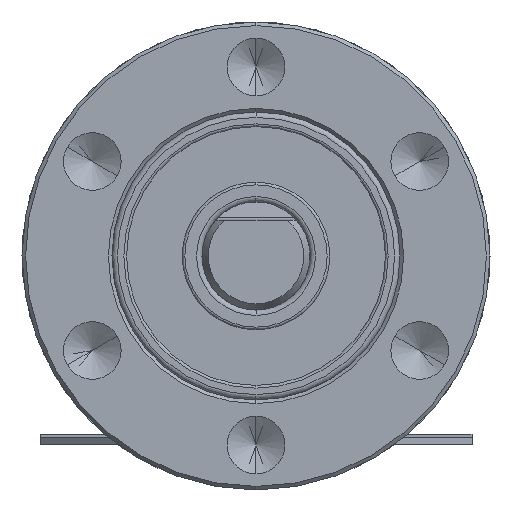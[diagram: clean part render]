
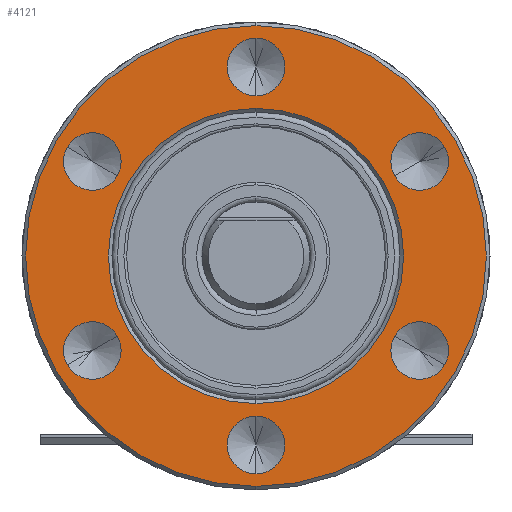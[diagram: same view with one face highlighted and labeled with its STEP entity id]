
A CAD part, left-side view. The second image highlights one B-rep face of the part: STEP entity #4121.
In plain terms, the highlighted planar face has unit normal (-1, 0, 0).
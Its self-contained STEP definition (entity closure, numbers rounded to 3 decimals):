
#3667=CARTESIAN_POINT('',(-22.34,0.,0.));
#3668=DIRECTION('',(-1.,0.,0.));
#3669=DIRECTION('',(0.,0.,-1.));
#3670=AXIS2_PLACEMENT_3D('',#3667,#3668,#3669);
#3672=CARTESIAN_POINT('',(-22.34,0.,0.));
#3673=DIRECTION('',(-1.,0.,0.));
#3674=DIRECTION('',(0.,0.,1.));
#3675=AXIS2_PLACEMENT_3D('',#3672,#3673,#3674);
#3677=CARTESIAN_POINT('',(-22.34,0.,0.));
#3678=DIRECTION('',(-1.,0.,0.));
#3679=DIRECTION('',(0.,0.,-1.));
#3680=AXIS2_PLACEMENT_3D('',#3677,#3678,#3679);
#3682=CARTESIAN_POINT('',(-22.34,0.,0.));
#3683=DIRECTION('',(-1.,0.,0.));
#3684=DIRECTION('',(0.,0.,1.));
#3685=AXIS2_PLACEMENT_3D('',#3682,#3683,#3684);
#3687=CARTESIAN_POINT('',(-22.34,0.,5.25));
#3688=DIRECTION('',(-1.,0.,0.));
#3689=DIRECTION('',(0.,0.,-1.));
#3690=AXIS2_PLACEMENT_3D('',#3687,#3688,#3689);
#3692=CARTESIAN_POINT('',(-22.34,0.,5.25));
#3693=DIRECTION('',(-1.,0.,0.));
#3694=DIRECTION('',(0.,0.,1.));
#3695=AXIS2_PLACEMENT_3D('',#3692,#3693,#3694);
#3697=CARTESIAN_POINT('',(-22.34,-4.547,2.625));
#3698=DIRECTION('',(-1.,0.,0.));
#3699=DIRECTION('',(0.,0.866,-0.5));
#3700=AXIS2_PLACEMENT_3D('',#3697,#3698,#3699);
#3702=CARTESIAN_POINT('',(-22.34,-4.547,2.625));
#3703=DIRECTION('',(-1.,0.,0.));
#3704=DIRECTION('',(0.,-0.866,0.5));
#3705=AXIS2_PLACEMENT_3D('',#3702,#3703,#3704);
#3707=CARTESIAN_POINT('',(-22.34,-4.547,-2.625));
#3708=DIRECTION('',(-1.,0.,0.));
#3709=DIRECTION('',(0.,0.866,0.5));
#3710=AXIS2_PLACEMENT_3D('',#3707,#3708,#3709);
#3712=CARTESIAN_POINT('',(-22.34,-4.547,-2.625));
#3713=DIRECTION('',(-1.,0.,0.));
#3714=DIRECTION('',(0.,-0.866,-0.5));
#3715=AXIS2_PLACEMENT_3D('',#3712,#3713,#3714);
#3717=CARTESIAN_POINT('',(-22.34,0.,-5.25));
#3718=DIRECTION('',(-1.,0.,0.));
#3719=DIRECTION('',(0.,0.,1.));
#3720=AXIS2_PLACEMENT_3D('',#3717,#3718,#3719);
#3722=CARTESIAN_POINT('',(-22.34,0.,-5.25));
#3723=DIRECTION('',(-1.,0.,0.));
#3724=DIRECTION('',(0.,0.,-1.));
#3725=AXIS2_PLACEMENT_3D('',#3722,#3723,#3724);
#3727=CARTESIAN_POINT('',(-22.34,4.547,-2.625));
#3728=DIRECTION('',(-1.,0.,0.));
#3729=DIRECTION('',(0.,-0.866,0.5));
#3730=AXIS2_PLACEMENT_3D('',#3727,#3728,#3729);
#3732=CARTESIAN_POINT('',(-22.34,4.547,-2.625));
#3733=DIRECTION('',(-1.,0.,0.));
#3734=DIRECTION('',(0.,0.866,-0.5));
#3735=AXIS2_PLACEMENT_3D('',#3732,#3733,#3734);
#3737=CARTESIAN_POINT('',(-22.34,4.547,2.625));
#3738=DIRECTION('',(-1.,0.,0.));
#3739=DIRECTION('',(0.,-0.866,-0.5));
#3740=AXIS2_PLACEMENT_3D('',#3737,#3738,#3739);
#3742=CARTESIAN_POINT('',(-22.34,4.547,2.625));
#3743=DIRECTION('',(-1.,0.,0.));
#3744=DIRECTION('',(0.,0.866,0.5));
#3745=AXIS2_PLACEMENT_3D('',#3742,#3743,#3744);
#3929=CARTESIAN_POINT('',(-22.34,0.,-4.1));
#3930=CARTESIAN_POINT('',(-22.34,0.,4.1));
#3931=VERTEX_POINT('',#3929);
#3932=VERTEX_POINT('',#3930);
#3941=CARTESIAN_POINT('',(-22.34,0.,-6.4));
#3942=CARTESIAN_POINT('',(-22.34,0.,6.4));
#3943=VERTEX_POINT('',#3941);
#3944=VERTEX_POINT('',#3942);
#3955=CARTESIAN_POINT('',(-22.34,0.,4.45));
#3956=CARTESIAN_POINT('',(-22.34,0.,6.05));
#3957=VERTEX_POINT('',#3955);
#3958=VERTEX_POINT('',#3956);
#3965=CARTESIAN_POINT('',(-22.34,-3.854,2.225));
#3966=CARTESIAN_POINT('',(-22.34,-5.239,3.025));
#3967=VERTEX_POINT('',#3965);
#3968=VERTEX_POINT('',#3966);
#3975=CARTESIAN_POINT('',(-22.34,-3.854,-2.225));
#3976=CARTESIAN_POINT('',(-22.34,-5.239,-3.025));
#3977=VERTEX_POINT('',#3975);
#3978=VERTEX_POINT('',#3976);
#3985=CARTESIAN_POINT('',(-22.34,0.,-4.45));
#3986=CARTESIAN_POINT('',(-22.34,0.,-6.05));
#3987=VERTEX_POINT('',#3985);
#3988=VERTEX_POINT('',#3986);
#3995=CARTESIAN_POINT('',(-22.34,3.854,-2.225));
#3996=CARTESIAN_POINT('',(-22.34,5.239,-3.025));
#3997=VERTEX_POINT('',#3995);
#3998=VERTEX_POINT('',#3996);
#4005=CARTESIAN_POINT('',(-22.34,3.854,2.225));
#4006=CARTESIAN_POINT('',(-22.34,5.239,3.025));
#4007=VERTEX_POINT('',#4005);
#4008=VERTEX_POINT('',#4006);
#4069=CARTESIAN_POINT('',(-22.34,0.,0.));
#4070=DIRECTION('',(1.,0.,0.));
#4071=DIRECTION('',(0.,0.,1.));
#4072=AXIS2_PLACEMENT_3D('',#4069,#4070,#4071);
#4073=PLANE('',#4072);
#4074=ORIENTED_EDGE('',*,*,#4059,.F.);
#4076=ORIENTED_EDGE('',*,*,#4075,.F.);
#4077=EDGE_LOOP('',(#4074,#4076));
#4078=FACE_OUTER_BOUND('',#4077,.F.);
#4080=ORIENTED_EDGE('',*,*,#4079,.T.);
#4082=ORIENTED_EDGE('',*,*,#4081,.T.);
#4083=EDGE_LOOP('',(#4080,#4082));
#4084=FACE_BOUND('',#4083,.F.);
#4086=ORIENTED_EDGE('',*,*,#4085,.T.);
#4088=ORIENTED_EDGE('',*,*,#4087,.T.);
#4089=EDGE_LOOP('',(#4086,#4088));
#4090=FACE_BOUND('',#4089,.F.);
#4092=ORIENTED_EDGE('',*,*,#4091,.T.);
#4094=ORIENTED_EDGE('',*,*,#4093,.T.);
#4095=EDGE_LOOP('',(#4092,#4094));
#4096=FACE_BOUND('',#4095,.F.);
#4098=ORIENTED_EDGE('',*,*,#4097,.T.);
#4100=ORIENTED_EDGE('',*,*,#4099,.T.);
#4101=EDGE_LOOP('',(#4098,#4100));
#4102=FACE_BOUND('',#4101,.F.);
#4104=ORIENTED_EDGE('',*,*,#4103,.T.);
#4106=ORIENTED_EDGE('',*,*,#4105,.T.);
#4107=EDGE_LOOP('',(#4104,#4106));
#4108=FACE_BOUND('',#4107,.F.);
#4110=ORIENTED_EDGE('',*,*,#4109,.T.);
#4112=ORIENTED_EDGE('',*,*,#4111,.T.);
#4113=EDGE_LOOP('',(#4110,#4112));
#4114=FACE_BOUND('',#4113,.F.);
#4116=ORIENTED_EDGE('',*,*,#4115,.T.);
#4118=ORIENTED_EDGE('',*,*,#4117,.T.);
#4119=EDGE_LOOP('',(#4116,#4118));
#4120=FACE_BOUND('',#4119,.F.);
#4121=ADVANCED_FACE('',(#4078,#4084,#4090,#4096,#4102,#4108,#4114,#4120),#4073,
.F.);
#3671=CIRCLE('',#3670,4.1);
#3676=CIRCLE('',#3675,4.1);
#3681=CIRCLE('',#3680,6.4);
#3686=CIRCLE('',#3685,6.4);
#3691=CIRCLE('',#3690,0.8);
#3696=CIRCLE('',#3695,0.8);
#3701=CIRCLE('',#3700,0.8);
#3706=CIRCLE('',#3705,0.8);
#3711=CIRCLE('',#3710,0.8);
#3716=CIRCLE('',#3715,0.8);
#3721=CIRCLE('',#3720,0.8);
#3726=CIRCLE('',#3725,0.8);
#3731=CIRCLE('',#3730,0.8);
#3736=CIRCLE('',#3735,0.8);
#3741=CIRCLE('',#3740,0.8);
#3746=CIRCLE('',#3745,0.8);
#4059=EDGE_CURVE('',#3943,#3944,#3681,.T.);
#4075=EDGE_CURVE('',#3944,#3943,#3686,.T.);
#4079=EDGE_CURVE('',#3931,#3932,#3671,.T.);
#4081=EDGE_CURVE('',#3932,#3931,#3676,.T.);
#4085=EDGE_CURVE('',#3957,#3958,#3691,.T.);
#4087=EDGE_CURVE('',#3958,#3957,#3696,.T.);
#4091=EDGE_CURVE('',#3967,#3968,#3701,.T.);
#4093=EDGE_CURVE('',#3968,#3967,#3706,.T.);
#4097=EDGE_CURVE('',#3977,#3978,#3711,.T.);
#4099=EDGE_CURVE('',#3978,#3977,#3716,.T.);
#4103=EDGE_CURVE('',#3987,#3988,#3721,.T.);
#4105=EDGE_CURVE('',#3988,#3987,#3726,.T.);
#4109=EDGE_CURVE('',#3997,#3998,#3731,.T.);
#4111=EDGE_CURVE('',#3998,#3997,#3736,.T.);
#4115=EDGE_CURVE('',#4007,#4008,#3741,.T.);
#4117=EDGE_CURVE('',#4008,#4007,#3746,.T.);
